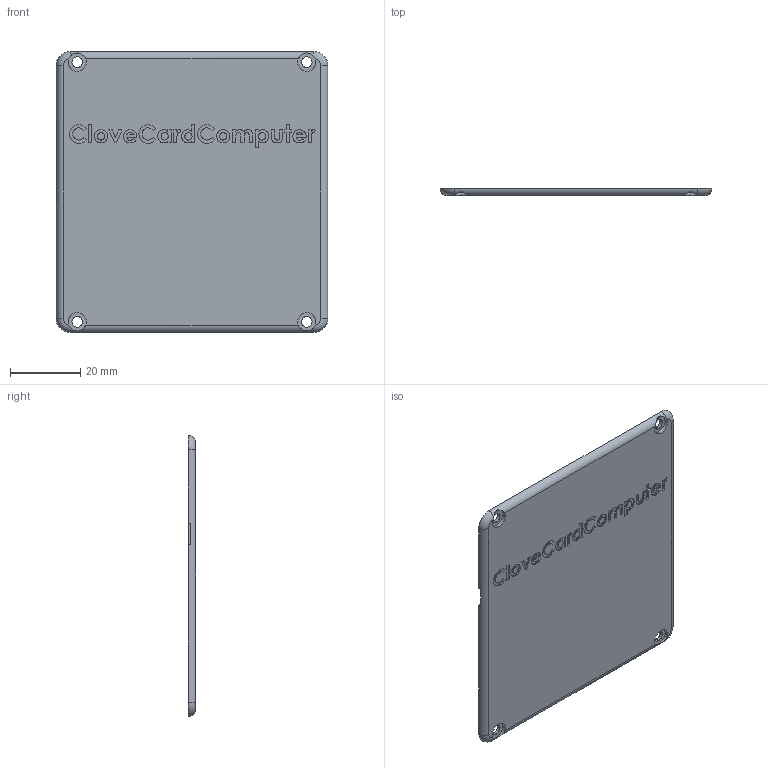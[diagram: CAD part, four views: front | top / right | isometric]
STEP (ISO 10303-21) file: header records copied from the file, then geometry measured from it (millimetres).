
FILE_DESCRIPTION (( 'STEP AP203' ), '1' );
FILE_NAME ('CloveCardComputer2.STEP', '2024-04-24T09:06:12', ( '' ), ( '' ), 'SwSTEP 2.0', 'SolidWorks 2021', '' );
FILE_SCHEMA (( 'CONFIG_CONTROL_DESIGN' ));
Length unit declared in the file: millimetre
Products named in the file (1): CloveCardComputer2
Bounding box: 77.4 x 2 x 80 mm (x, y, z)
Volume: 11859.2 mm3; surface area: 12897.1 mm2
Topology: 1 solids, 1 shells, 248 faces, 666 edges, 444 vertices
Faces by surface type: plane 117, bspline 107, cylinder 20, torus 4
Entity records: 13939 total; most frequent: CARTESIAN_POINT 8338, ORIENTED_EDGE 1332, DIRECTION 774, EDGE_CURVE 666, VERTEX_POINT 444, VECTOR 390, LINE 390, EDGE_LOOP 280
